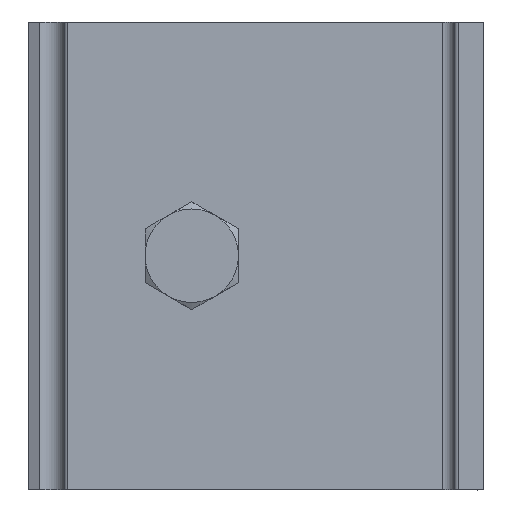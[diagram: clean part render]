
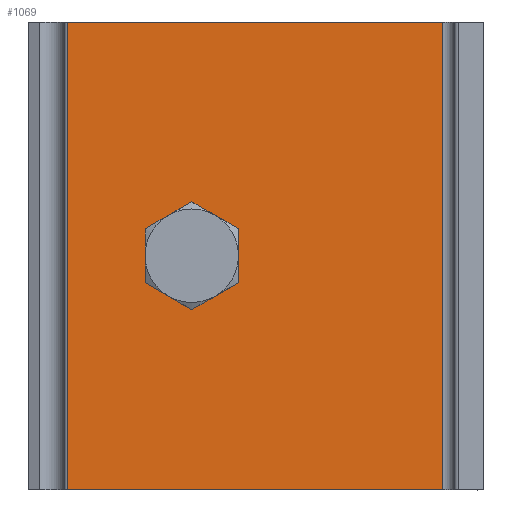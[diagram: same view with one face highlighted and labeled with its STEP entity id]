
A CAD part, top view. The second image highlights one B-rep face of the part: STEP entity #1069.
In plain terms, the highlighted planar face has unit normal (0, 0, 1).
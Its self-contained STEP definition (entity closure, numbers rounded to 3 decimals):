
#52=FACE_BOUND('',#193,.T.);
#79=PLANE('',#1218);
#128=FACE_OUTER_BOUND('',#192,.T.);
#192=EDGE_LOOP('',(#893,#894,#895,#896));
#193=EDGE_LOOP('',(#897));
#221=LINE('',#1595,#319);
#229=LINE('',#1616,#327);
#272=LINE('',#1733,#370);
#299=LINE('',#1791,#397);
#319=VECTOR('',#1289,10.);
#327=VECTOR('',#1309,10.);
#370=VECTOR('',#1410,10.);
#397=VECTOR('',#1475,10.);
#414=CIRCLE('',#1155,2.067);
#457=VERTEX_POINT('',#1572);
#462=VERTEX_POINT('',#1588);
#465=VERTEX_POINT('',#1593);
#472=VERTEX_POINT('',#1615);
#516=VERTEX_POINT('',#1729);
#559=EDGE_CURVE('',#457,#457,#414,.T.);
#569=EDGE_CURVE('',#465,#462,#221,.T.);
#579=EDGE_CURVE('',#472,#462,#229,.T.);
#638=EDGE_CURVE('',#516,#472,#272,.T.);
#667=EDGE_CURVE('',#465,#516,#299,.T.);
#893=ORIENTED_EDGE('',*,*,#569,.F.);
#894=ORIENTED_EDGE('',*,*,#667,.T.);
#895=ORIENTED_EDGE('',*,*,#638,.T.);
#896=ORIENTED_EDGE('',*,*,#579,.T.);
#897=ORIENTED_EDGE('',*,*,#559,.T.);
#1069=ADVANCED_FACE('',(#128,#52),#79,.T.);
#1155=AXIS2_PLACEMENT_3D('',#1574,#1266,#1267);
#1218=AXIS2_PLACEMENT_3D('',#1790,#1473,#1474);
#1266=DIRECTION('center_axis',(0.,0.,-1.));
#1267=DIRECTION('ref_axis',(1.,0.,0.));
#1289=DIRECTION('',(0.,-1.,0.));
#1309=DIRECTION('',(1.,0.,0.));
#1410=DIRECTION('',(0.,-1.,0.));
#1473=DIRECTION('center_axis',(0.,0.,1.));
#1474=DIRECTION('ref_axis',(1.,0.,0.));
#1475=DIRECTION('',(-1.,0.,0.));
#1572=CARTESIAN_POINT('',(-2.067,0.,22.));
#1574=CARTESIAN_POINT('Origin',(0.,0.,22.));
#1588=CARTESIAN_POINT('',(21.5,-20.,22.));
#1593=CARTESIAN_POINT('',(21.5,20.,22.));
#1595=CARTESIAN_POINT('',(21.5,0.,22.));
#1615=CARTESIAN_POINT('',(-10.613,-20.,22.));
#1616=CARTESIAN_POINT('',(22.5,-20.,22.));
#1729=CARTESIAN_POINT('',(-10.613,20.,22.));
#1733=CARTESIAN_POINT('',(-10.613,0.,22.));
#1790=CARTESIAN_POINT('Origin',(22.5,0.,22.));
#1791=CARTESIAN_POINT('',(22.5,20.,22.));
